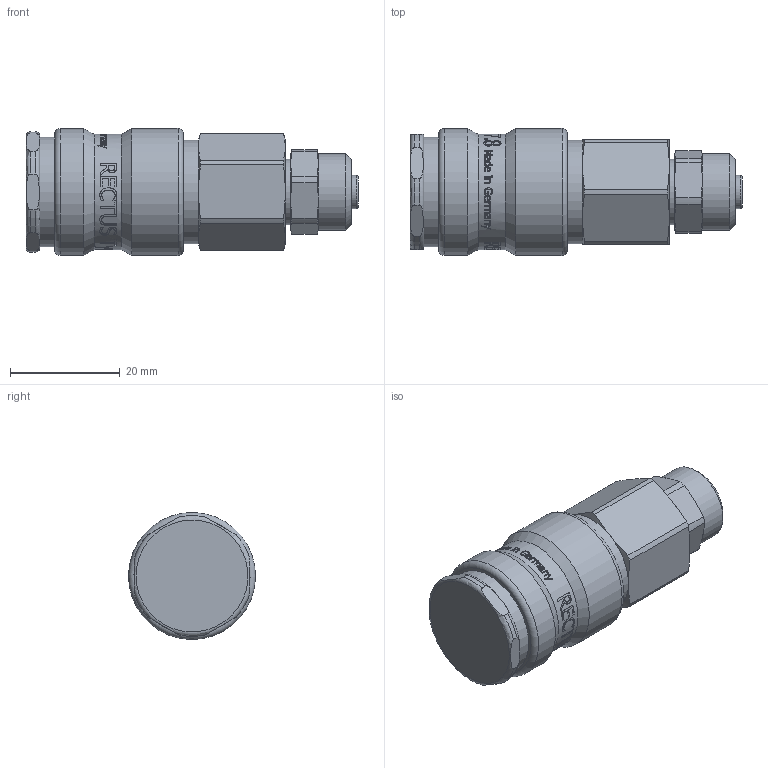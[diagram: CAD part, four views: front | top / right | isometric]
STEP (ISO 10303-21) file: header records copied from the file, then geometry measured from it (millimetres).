
FILE_DESCRIPTION((''),'2;1');
FILE_NAME('25kako08bpx3.stp','2014-08-25T12:58:26',('IA176480'),(''),'Autodesk Inventor 2013','Autodesk Inventor 2013','');
FILE_SCHEMA(('AUTOMOTIVE_DESIGN { 1 0 10303 214 1 1 1 1 }'));
Length unit declared in the file: millimetre
Products named in the file (1): D111566
Bounding box: 60.5 x 23.14 x 23.14 mm (x, y, z)
Volume: 17060.8 mm3; surface area: 8531.4 mm2
Topology: 2 solids, 3 shells, 775 faces, 2072 edges, 1369 vertices
Faces by surface type: bspline 374, plane 261, cylinder 95, cone 36, torus 9
Full cylindrical faces by diameter (mm): 6.05 x1, 6.7 x1, 8.25 x1, 11.153 x1, 12 x1, 14 x1, 15.064 x1, 15.1 x1, 15.3 x1, 15.6 x1, 16 x1, 17.25 x1, 18.95 x1, 19.35 x1, 20 x1, 20.05 x1, 21 x1, 23.15 x2
Entity records: 115757 total; most frequent: CARTESIAN_POINT 98830, ORIENTED_EDGE 4028, DIRECTION 2015, EDGE_CURVE 2014, VERTEX_POINT 1357, B_SPLINE_CURVE_WITH_KNOTS 989, EDGE_LOOP 891, FACE_OUTER_BOUND 775
